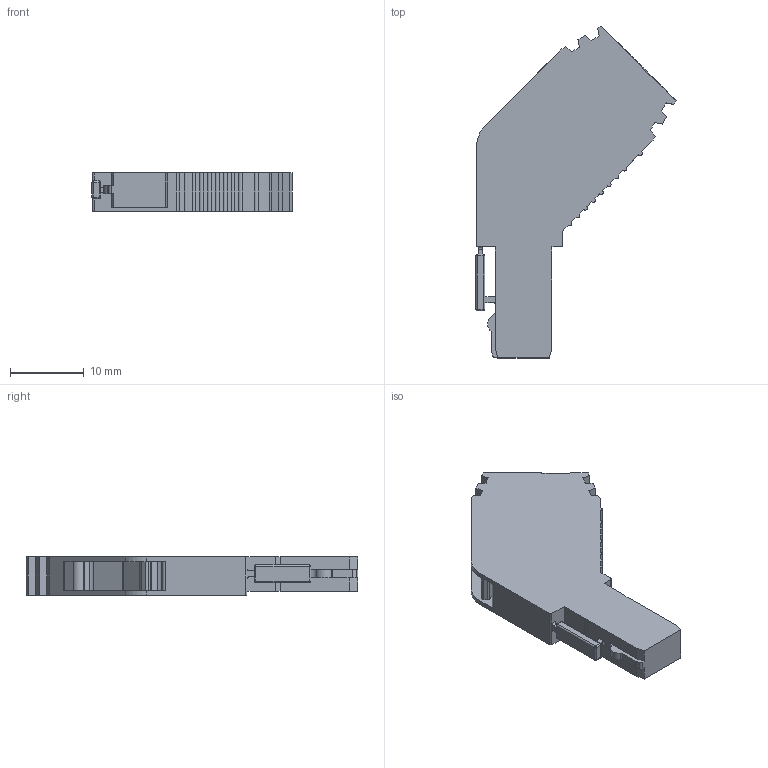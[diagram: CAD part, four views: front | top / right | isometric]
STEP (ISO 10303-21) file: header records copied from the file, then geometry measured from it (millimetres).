
FILE_DESCRIPTION (( 'STEP AP214' ), '1' );
FILE_NAME ('310749tt_SG_PT 2.5_AN_1_Grey.STEP', '2017-09-27T11:51:10', ( '' ), ( '' ), 'SwSTEP 2.0', 'SolidWorks 2017', '' );
FILE_SCHEMA (( 'AUTOMOTIVE_DESIGN' ));
Length unit declared in the file: millimetre
Products named in the file (1): 310749tt_SG_PT 2.5_AN_1_Grey
Bounding box: 27.16 x 45.07 x 5.2 mm (x, y, z)
Volume: 2930.7 mm3; surface area: 2044.5 mm2
Topology: 1 solids, 1 shells, 182 faces, 513 edges, 328 vertices
Faces by surface type: plane 109, cylinder 65, bspline 8
Entity records: 6104 total; most frequent: CARTESIAN_POINT 1142, ORIENTED_EDGE 1010, DIRECTION 983, EDGE_CURVE 505, LINE 373, VECTOR 373, VERTEX_POINT 328, AXIS2_PLACEMENT_3D 305
